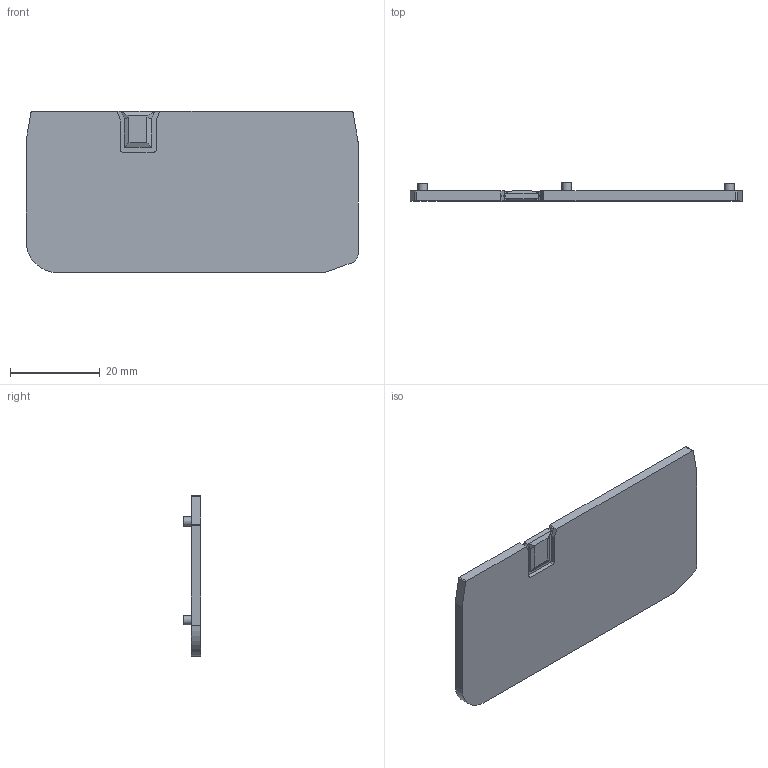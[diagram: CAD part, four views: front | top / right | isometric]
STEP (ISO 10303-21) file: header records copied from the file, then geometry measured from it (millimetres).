
FILE_DESCRIPTION( ( 'Unknown' ), '1' );
FILE_NAME( '¹s¥ó2.stp', 'Unknown', ( 'Unknown' ), ( 'Unknown' ), 'XStep 1.0', 'Unknown', ' ' );
FILE_SCHEMA( ( 'automotive_design' ) );
Length unit declared in the file: millimetre
Products named in the file (1): 1
Bounding box: 74 x 4 x 35.9 mm (x, y, z)
Volume: 5741 mm3; surface area: 5819.1 mm2
Topology: 1 solids, 1 shells, 62 faces, 162 edges, 105 vertices
Faces by surface type: plane 48, cylinder 14
Full cylindrical faces by diameter (mm): 2.05 x3
Entity records: 2352 total; most frequent: CARTESIAN_POINT 321, ORIENTED_EDGE 312, DIRECTION 310, EDGE_CURVE 156, LINE 128, VECTOR 128, VERTEX_POINT 102, AXIS2_PLACEMENT_3D 91
